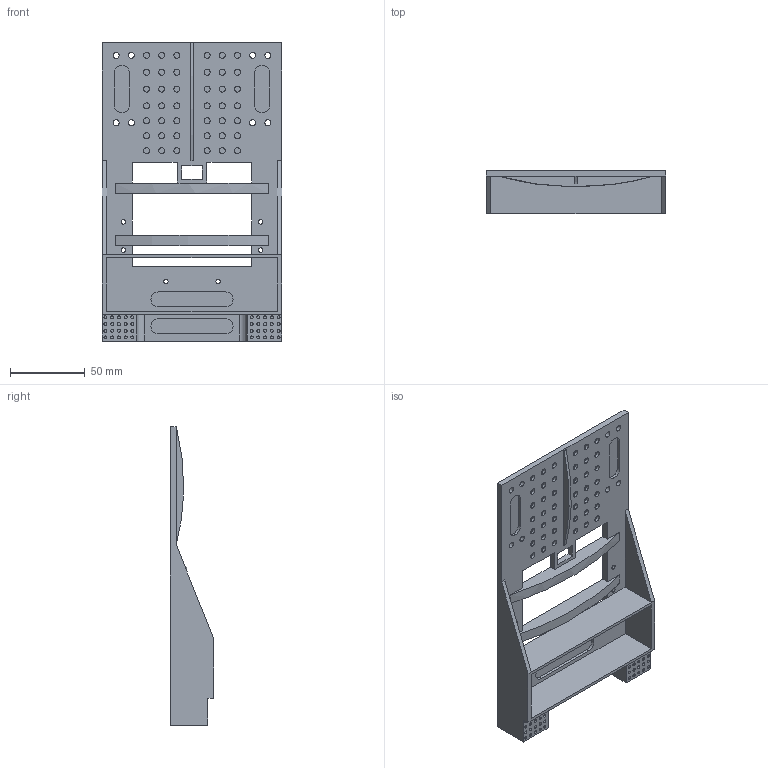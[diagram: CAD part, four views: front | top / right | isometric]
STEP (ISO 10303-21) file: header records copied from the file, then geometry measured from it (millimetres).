
FILE_DESCRIPTION (( 'STEP AP214' ), '1' );
FILE_NAME ('Chassis.STEP', '2025-07-26T21:28:04', ( '' ), ( '' ), 'SwSTEP 2.0', 'SolidWorks 2023', '' );
FILE_SCHEMA (( 'AUTOMOTIVE_DESIGN' ));
Length unit declared in the file: millimetre
Products named in the file (1): Chassis
Bounding box: 120 x 29 x 200 mm (x, y, z)
Volume: 118068.8 mm3; surface area: 74633 mm2
Topology: 1 solids, 1 shells, 346 faces, 781 edges, 518 vertices
Faces by surface type: cylinder 204, plane 139, bspline 3
Entity records: 9958 total; most frequent: DIRECTION 1871, CARTESIAN_POINT 1673, ORIENTED_EDGE 1562, EDGE_CURVE 781, AXIS2_PLACEMENT_3D 752, VERTEX_POINT 518, EDGE_LOOP 467, CIRCLE 408
